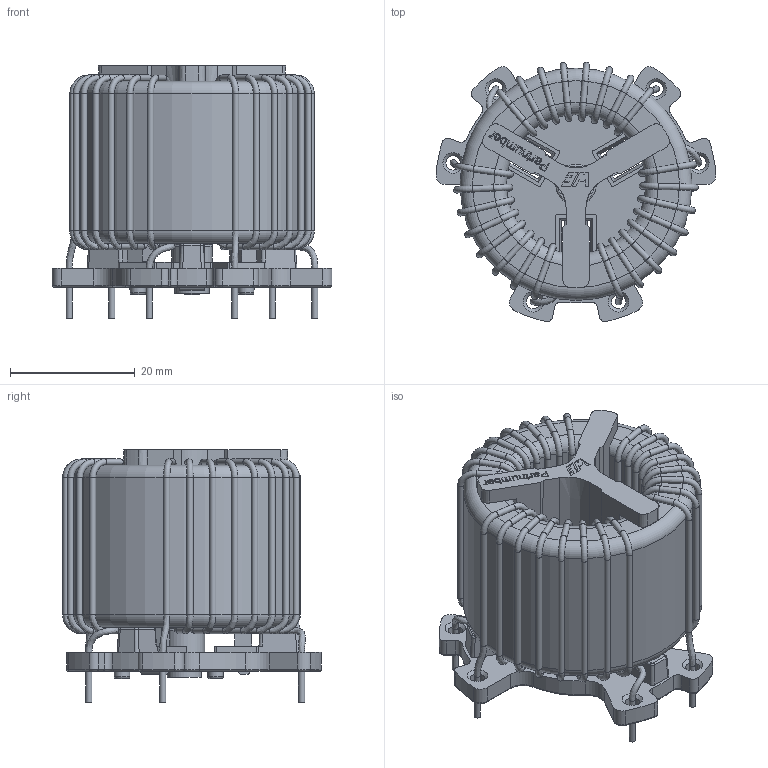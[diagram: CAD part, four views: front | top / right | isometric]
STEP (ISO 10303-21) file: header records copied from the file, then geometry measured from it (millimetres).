
FILE_DESCRIPTION(/* description */ ('Unknown'),/* implementation_level */ '2;1');
FILE_NAME(/* name */ '744833120060',/* time_stamp */ '2017-12-04T16:13:20+01:00',/* author */ ('Unknown'),/* organization */ ('Unknown'),/* preprocessor_version */ 'ST-DEVELOPER v16.7',/* originating_system */ 'DEX',/* authorisation */ $);
FILE_SCHEMA (('AUTOMOTIVE_DESIGN {1 0 10303 214 3 1 1}'));
Length unit declared in the file: millimetre
Products named in the file (5): 744833120060; BASE-T362325; CORE-T362325; SPACER-T262325; WIRE_D1,0
Assembly tree (6 placements, depth 2):
  744833120060
    BASE-T362325
    CORE-T362325
    SPACER-T262325
    WIRE_D1,0  x3
Bounding box: 44.89 x 41.51 x 40.5 mm (x, y, z)
Volume: 25750 mm3; surface area: 17497.8 mm2
Topology: 6 solids, 6 shells, 788 faces, 1938 edges, 1192 vertices
Faces by surface type: plane 367, cylinder 215, torus 97, bspline 90, cone 19
Full cylindrical faces by diameter (mm): 1 x102, 2.3 x6, 2.5 x3, 3.3 x1, 5.5 x1, 6.5 x1, 22.35 x1, 37.2 x1
Entity records: 22080 total; most frequent: CARTESIAN_POINT 6923, ORIENTED_EDGE 3106, DIRECTION 2937, EDGE_CURVE 1553, VERTEX_POINT 1037, AXIS2_PLACEMENT_3D 980, LINE 977, VECTOR 977
